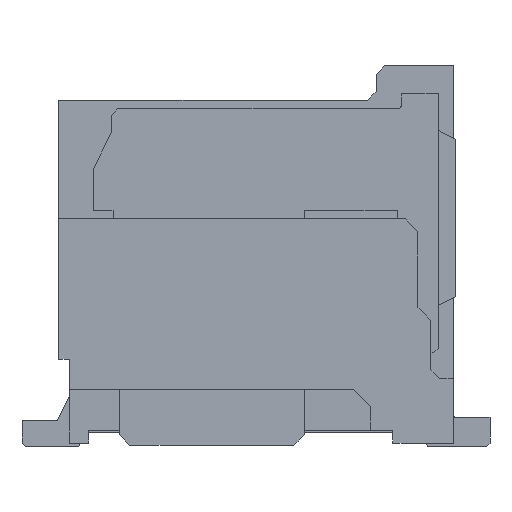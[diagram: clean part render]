
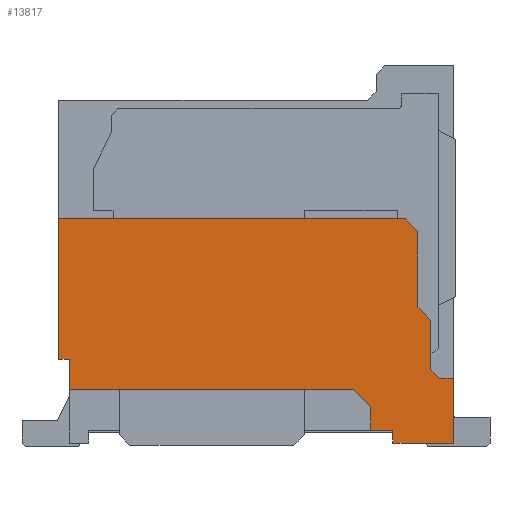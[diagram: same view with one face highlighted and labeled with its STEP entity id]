
A CAD part, left-side view. The second image highlights one B-rep face of the part: STEP entity #13817.
In plain terms, the highlighted planar face has unit normal (-1, 0, 0).
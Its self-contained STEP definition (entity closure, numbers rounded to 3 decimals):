
#5=DIRECTION('',(0.,-1.,0.));
#6=VECTOR('',#5,1.4);
#7=CARTESIAN_POINT('',(-7.4,-3.175,-4.375));
#8=LINE('',#7,#6);
#81=DIRECTION('',(0.,0.,1.));
#82=VECTOR('',#81,1.5);
#83=CARTESIAN_POINT('',(-7.4,-4.575,-4.375));
#84=LINE('',#83,#82);
#3219=DIRECTION('',(0.,0.,1.));
#3220=VECTOR('',#3219,3.25);
#3221=CARTESIAN_POINT('',(-7.4,4.575,-2.425));
#3222=LINE('',#3221,#3220);
#3223=DIRECTION('',(0.,-1.,0.));
#3224=VECTOR('',#3223,8.03);
#3225=CARTESIAN_POINT('',(-7.4,4.575,0.825));
#3226=LINE('',#3225,#3224);
#3227=DIRECTION('',(0.,0.707,0.707));
#3228=VECTOR('',#3227,0.424);
#3229=CARTESIAN_POINT('',(-7.4,-3.755,0.525));
#3230=LINE('',#3229,#3228);
#3231=DIRECTION('',(0.,0.,1.));
#3232=VECTOR('',#3231,1.75);
#3233=CARTESIAN_POINT('',(-7.4,-3.755,-1.225));
#3234=LINE('',#3233,#3232);
#3235=DIRECTION('',(0.,0.707,0.707));
#3236=VECTOR('',#3235,0.424);
#3237=CARTESIAN_POINT('',(-7.4,-4.055,-1.525));
#3238=LINE('',#3237,#3236);
#3239=DIRECTION('',(0.,0.,1.));
#3240=VECTOR('',#3239,1.15);
#3241=CARTESIAN_POINT('',(-7.4,-4.055,-2.675));
#3242=LINE('',#3241,#3240);
#3243=DIRECTION('',(0.,0.707,0.707));
#3244=VECTOR('',#3243,0.283);
#3245=CARTESIAN_POINT('',(-7.4,-4.255,-2.875));
#3246=LINE('',#3245,#3244);
#3247=DIRECTION('',(0.,1.,0.));
#3248=VECTOR('',#3247,0.32);
#3249=CARTESIAN_POINT('',(-7.4,-4.575,-2.875));
#3250=LINE('',#3249,#3248);
#3251=DIRECTION('',(0.,0.,1.));
#3252=VECTOR('',#3251,0.3);
#3253=CARTESIAN_POINT('',(-7.4,-3.175,-4.375));
#3254=LINE('',#3253,#3252);
#3255=DIRECTION('',(0.,1.,0.));
#3256=VECTOR('',#3255,0.52);
#3257=CARTESIAN_POINT('',(-7.4,-3.175,-4.075));
#3258=LINE('',#3257,#3256);
#3259=DIRECTION('',(0.,0.,1.));
#3260=VECTOR('',#3259,0.55);
#3261=CARTESIAN_POINT('',(-7.4,-2.655,-4.075));
#3262=LINE('',#3261,#3260);
#3263=DIRECTION('',(0.,-0.707,-0.707));
#3264=VECTOR('',#3263,0.566);
#3265=CARTESIAN_POINT('',(-7.4,-2.255,-3.125));
#3266=LINE('',#3265,#3264);
#3267=DIRECTION('',(0.,-1.,0.));
#3268=VECTOR('',#3267,6.58);
#3269=CARTESIAN_POINT('',(-7.4,4.325,-3.125));
#3270=LINE('',#3269,#3268);
#3271=DIRECTION('',(0.,0.,1.));
#3272=VECTOR('',#3271,0.7);
#3273=CARTESIAN_POINT('',(-7.4,4.325,-3.125));
#3274=LINE('',#3273,#3272);
#3275=DIRECTION('',(0.,-1.,0.));
#3276=VECTOR('',#3275,0.25);
#3277=CARTESIAN_POINT('',(-7.4,4.575,-2.425));
#3278=LINE('',#3277,#3276);
#7873=CARTESIAN_POINT('',(-7.4,-3.175,-4.075));
#7874=CARTESIAN_POINT('',(-7.4,-2.655,-4.075));
#7875=VERTEX_POINT('',#7873);
#7876=VERTEX_POINT('',#7874);
#8015=CARTESIAN_POINT('',(-7.4,-4.575,-2.875));
#8016=CARTESIAN_POINT('',(-7.4,-4.255,-2.875));
#8017=VERTEX_POINT('',#8015);
#8018=VERTEX_POINT('',#8016);
#8019=CARTESIAN_POINT('',(-7.4,-4.055,-2.675));
#8020=VERTEX_POINT('',#8019);
#8021=CARTESIAN_POINT('',(-7.4,-4.055,-1.525));
#8022=VERTEX_POINT('',#8021);
#8023=CARTESIAN_POINT('',(-7.4,-3.755,-1.225));
#8024=VERTEX_POINT('',#8023);
#8025=CARTESIAN_POINT('',(-7.4,-3.755,0.525));
#8026=VERTEX_POINT('',#8025);
#8027=CARTESIAN_POINT('',(-7.4,-3.455,0.825));
#8028=VERTEX_POINT('',#8027);
#8029=CARTESIAN_POINT('',(-7.4,4.575,0.825));
#8030=VERTEX_POINT('',#8029);
#8043=CARTESIAN_POINT('',(-7.4,-4.575,-4.375));
#8044=VERTEX_POINT('',#8043);
#8047=CARTESIAN_POINT('',(-7.4,4.575,-2.425));
#8048=VERTEX_POINT('',#8047);
#8113=CARTESIAN_POINT('',(-7.4,-2.255,-3.125));
#8114=CARTESIAN_POINT('',(-7.4,-2.655,-3.525));
#8115=VERTEX_POINT('',#8113);
#8116=VERTEX_POINT('',#8114);
#8140=CARTESIAN_POINT('',(-7.4,-3.175,-4.375));
#8142=VERTEX_POINT('',#8140);
#8453=CARTESIAN_POINT('',(-7.4,4.325,-2.425));
#8455=VERTEX_POINT('',#8453);
#8573=CARTESIAN_POINT('',(-7.4,4.325,-3.125));
#8574=VERTEX_POINT('',#8573);
#13783=CARTESIAN_POINT('',(-7.4,4.575,-4.375));
#13784=DIRECTION('',(-1.,0.,0.));
#13785=DIRECTION('',(0.,-1.,0.));
#13786=AXIS2_PLACEMENT_3D('',#13783,#13784,#13785);
#13787=PLANE('',#13786);
#13788=ORIENTED_EDGE('',*,*,#11454,.T.);
#13790=ORIENTED_EDGE('',*,*,#13789,.T.);
#13792=ORIENTED_EDGE('',*,*,#13791,.F.);
#13794=ORIENTED_EDGE('',*,*,#13793,.F.);
#13796=ORIENTED_EDGE('',*,*,#13795,.F.);
#13798=ORIENTED_EDGE('',*,*,#13797,.F.);
#13800=ORIENTED_EDGE('',*,*,#13799,.F.);
#13802=ORIENTED_EDGE('',*,*,#13801,.F.);
#13803=ORIENTED_EDGE('',*,*,#10301,.F.);
#13804=ORIENTED_EDGE('',*,*,#10200,.F.);
#13805=ORIENTED_EDGE('',*,*,#10269,.T.);
#13806=ORIENTED_EDGE('',*,*,#11387,.T.);
#13808=ORIENTED_EDGE('',*,*,#13807,.T.);
#13810=ORIENTED_EDGE('',*,*,#13809,.F.);
#13812=ORIENTED_EDGE('',*,*,#13811,.F.);
#13813=ORIENTED_EDGE('',*,*,#12003,.T.);
#13814=ORIENTED_EDGE('',*,*,#13722,.F.);
#13815=EDGE_LOOP('',(#13788,#13790,#13792,#13794,#13796,#13798,#13800,#13802,
#13803,#13804,#13805,#13806,#13808,#13810,#13812,#13813,#13814));
#13816=FACE_OUTER_BOUND('',#13815,.F.);
#13817=ADVANCED_FACE('',(#13816),#13787,.T.);
#10200=EDGE_CURVE('',#8142,#8044,#8,.T.);
#10269=EDGE_CURVE('',#8142,#7875,#3254,.T.);
#10301=EDGE_CURVE('',#8044,#8017,#84,.T.);
#11387=EDGE_CURVE('',#7875,#7876,#3258,.T.);
#11454=EDGE_CURVE('',#8048,#8030,#3222,.T.);
#12003=EDGE_CURVE('',#8574,#8455,#3274,.T.);
#13722=EDGE_CURVE('',#8048,#8455,#3278,.T.);
#13789=EDGE_CURVE('',#8030,#8028,#3226,.T.);
#13791=EDGE_CURVE('',#8026,#8028,#3230,.T.);
#13793=EDGE_CURVE('',#8024,#8026,#3234,.T.);
#13795=EDGE_CURVE('',#8022,#8024,#3238,.T.);
#13797=EDGE_CURVE('',#8020,#8022,#3242,.T.);
#13799=EDGE_CURVE('',#8018,#8020,#3246,.T.);
#13801=EDGE_CURVE('',#8017,#8018,#3250,.T.);
#13807=EDGE_CURVE('',#7876,#8116,#3262,.T.);
#13809=EDGE_CURVE('',#8115,#8116,#3266,.T.);
#13811=EDGE_CURVE('',#8574,#8115,#3270,.T.);
